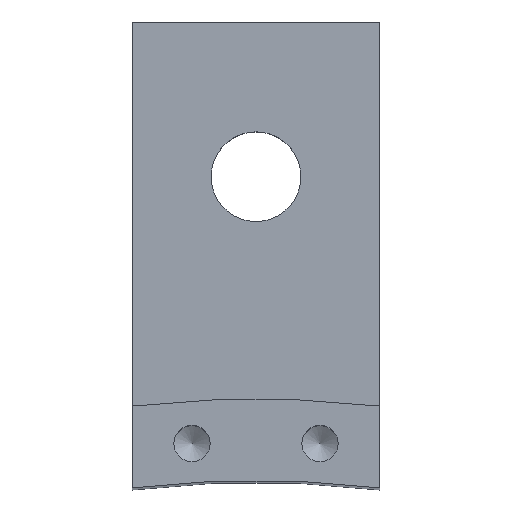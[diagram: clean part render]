
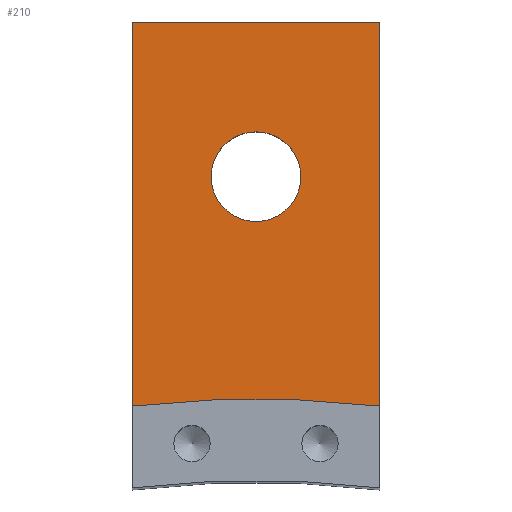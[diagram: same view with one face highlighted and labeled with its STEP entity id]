
A CAD part, top view. The second image highlights one B-rep face of the part: STEP entity #210.
In plain terms, the highlighted planar face has unit normal (0, 0, 1).
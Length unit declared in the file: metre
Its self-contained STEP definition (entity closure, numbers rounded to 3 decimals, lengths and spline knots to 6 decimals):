
#17=CIRCLE('',#228,0.035814);
#25=CIRCLE('',#246,0.001473);
#72=ORIENTED_EDGE('',*,*,#102,.F.);
#73=ORIENTED_EDGE('',*,*,#86,.F.);
#74=ORIENTED_EDGE('',*,*,#83,.F.);
#75=ORIENTED_EDGE('',*,*,#99,.F.);
#76=ORIENTED_EDGE('',*,*,#89,.T.);
#83=EDGE_CURVE('',#107,#108,#127,.T.);
#86=EDGE_CURVE('',#108,#110,#17,.T.);
#89=EDGE_CURVE('',#112,#110,#131,.T.);
#99=EDGE_CURVE('',#112,#107,#135,.T.);
#102=EDGE_CURVE('',#122,#122,#25,.F.);
#107=VERTEX_POINT('',#320);
#108=VERTEX_POINT('',#322);
#110=VERTEX_POINT('',#328);
#112=VERTEX_POINT('',#334);
#122=VERTEX_POINT('',#366);
#127=LINE('',#321,#141);
#131=LINE('',#333,#145);
#135=LINE('',#359,#149);
#141=VECTOR('',#256,1.);
#145=VECTOR('',#268,1.);
#149=VECTOR('',#298,1.);
#167=EDGE_LOOP('',(#72));
#168=EDGE_LOOP('',(#73,#74,#75,#76));
#189=FACE_BOUND('',#167,.T.);
#190=FACE_BOUND('',#168,.T.);
#198=PLANE('',#245);
#210=ADVANCED_FACE('',(#189,#190),#198,.F.);
#228=AXIS2_PLACEMENT_3D('',#327,#262,#263);
#245=AXIS2_PLACEMENT_3D('',#364,#304,#305);
#246=AXIS2_PLACEMENT_3D('',#365,#306,#307);
#256=DIRECTION('',(0.,-1.,0.));
#262=DIRECTION('',(0.,0.,1.));
#263=DIRECTION('',(1.,0.,0.));
#268=DIRECTION('',(0.,-1.,0.));
#298=DIRECTION('',(1.,0.,0.));
#304=DIRECTION('',(0.,0.,-1.));
#305=DIRECTION('',(1.,0.,0.));
#306=DIRECTION('',(0.,0.,-1.));
#307=DIRECTION('',(-1.,0.,0.));
#320=CARTESIAN_POINT('',(0.004064,0.04826,-0.037084));
#321=CARTESIAN_POINT('',(0.004064,0.03424,-0.037084));
#322=CARTESIAN_POINT('',(0.004064,0.035583,-0.037084));
#327=CARTESIAN_POINT('',(0.,0.,-0.037084));
#328=CARTESIAN_POINT('',(-0.004064,0.035583,-0.037084));
#333=CARTESIAN_POINT('',(-0.004064,0.03424,-0.037084));
#334=CARTESIAN_POINT('',(-0.004064,0.04826,-0.037084));
#359=CARTESIAN_POINT('',(0.,0.04826,-0.037084));
#364=CARTESIAN_POINT('',(0.,0.040578,-0.037084));
#365=CARTESIAN_POINT('',(0.,0.04318,-0.037084));
#366=CARTESIAN_POINT('',(-0.001473,0.04318,-0.037084));
